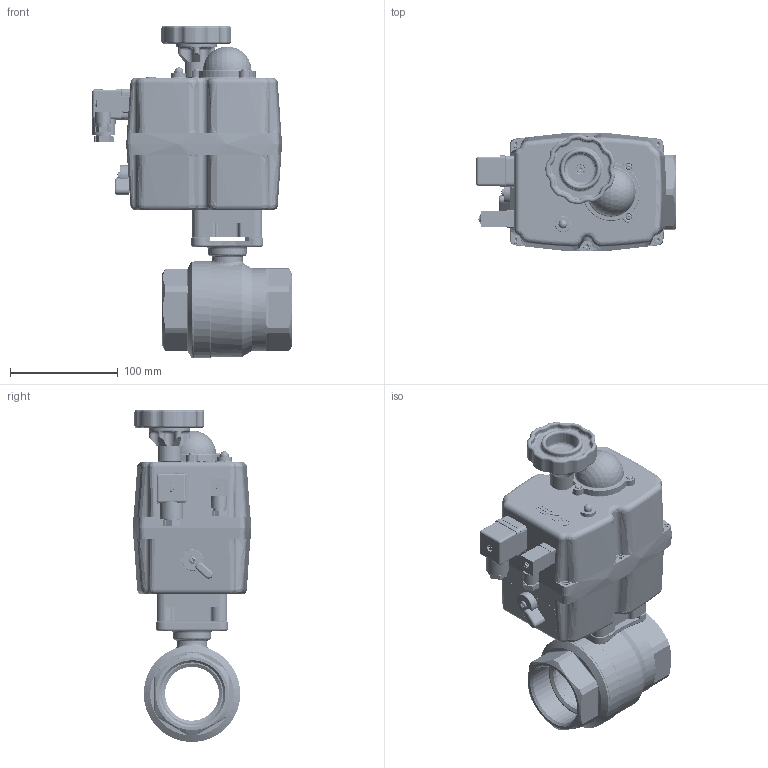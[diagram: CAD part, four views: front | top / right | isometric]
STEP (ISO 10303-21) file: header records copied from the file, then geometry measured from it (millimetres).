
FILE_DESCRIPTION (( 'STEP AP214' ), '1' );
FILE_NAME ('KH113-2-Zoll-DN50-PN63-Elektrischer-J4C-S55-Schwenkantrieb-24V-230V-240V-Fergo.STEP', '2022-10-24T10:45:41', ( '' ), ( '' ), 'SwSTEP 2.0', 'SolidWorks 2022', '' );
FILE_SCHEMA (( 'AUTOMOTIVE_DESIGN' ));
Length unit declared in the file: millimetre
Products named in the file (3): KH113-2-Zoll-DN50-PN63-Elektrischer-J4C-S55-Schwenkantrieb-24V-230V-240V-Fergo; J&J S-55; KH113-2-Zoll-DN50-PN63-FW
Assembly tree (2 placements, depth 2):
  KH113-2-Zoll-DN50-PN63-Elektrischer-J4C-S55-Schwenkantrieb-24V-230V-240V-Fergo
    J&J S-55
    KH113-2-Zoll-DN50-PN63-FW
Bounding box: 185.3 x 108.76 x 307.75 mm (x, y, z)
Volume: 506807 mm3; surface area: 353528.2 mm2
Topology: 51 solids, 53 shells, 4927 faces, 12135 edges, 7405 vertices
Faces by surface type: cylinder 1617, cone 1144, plane 1140, torus 580, bspline 324, sphere 122
Entity records: 220920 total; most frequent: CARTESIAN_POINT 78441, DIRECTION 24901, ORIENTED_EDGE 24018, EDGE_CURVE 12015, AXIS2_PLACEMENT_3D 10148, VERTEX_POINT 7399, CIRCLE 5539, EDGE_LOOP 5295
